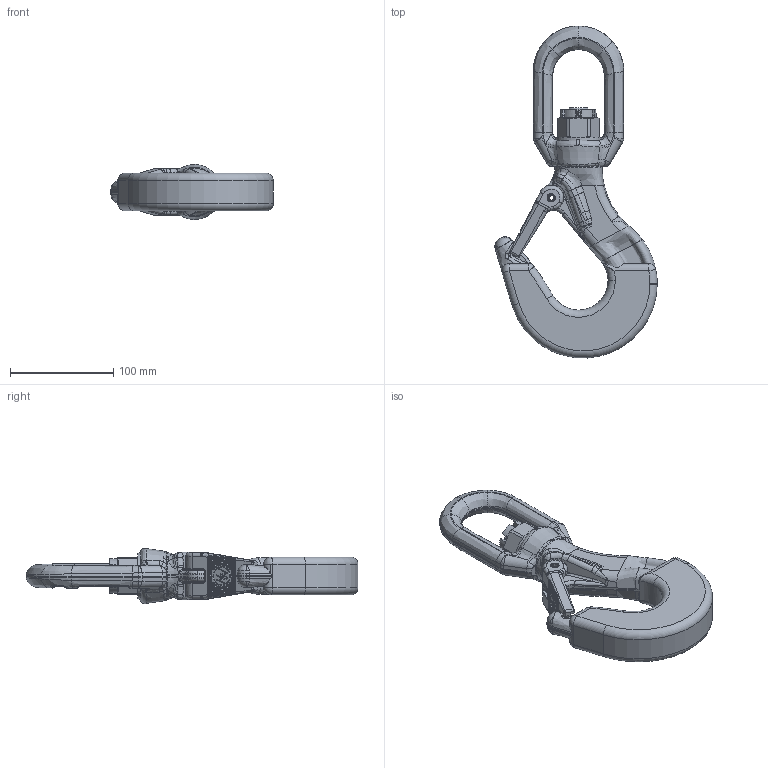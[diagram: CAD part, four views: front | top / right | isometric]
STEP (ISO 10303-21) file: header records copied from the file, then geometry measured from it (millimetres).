
FILE_DESCRIPTION (( 'STEP AP203' ), '1' );
FILE_NAME ('20241028_WHKS 13-10.STEP', '2024-10-28T14:27:22', ( '' ), ( '' ), 'SwSTEP 2.0', 'SolidWorks 2024', '' );
FILE_SCHEMA (( 'CONFIG_CONTROL_DESIGN' ));
Length unit declared in the file: millimetre
Products named in the file (8): KronenmutterDIN935_Tabelle_M24; GHKSchnepper13_20160414; WS13_20180723_AHWSW 13 Scheibe bearbeitet<Wie bearbeitet>; SHS-Gleitscheibe_Tabelle_NG13 (44x25,25x3,75); ghks_feder_13-10; WHKS13_Stepversion_whks13_bearbeitet; 20241028_WHKS 13-10; Spannstifte_08x45
Assembly tree (7 placements, depth 2):
  20241028_WHKS 13-10
    WHKS13_Stepversion_whks13_bearbeitet
    GHKSchnepper13_20160414
    Spannstifte_08x45
    ghks_feder_13-10
    WS13_20180723_AHWSW 13 Scheibe bearbeitet<Wie bearbeitet>
    SHS-Gleitscheibe_Tabelle_NG13 (44x25,25x3,75)
    KronenmutterDIN935_Tabelle_M24
Bounding box: 157.62 x 322.27 x 53.67 mm (x, y, z)
Volume: 652232.1 mm3; surface area: 108035.2 mm2
Topology: 7 solids, 7 shells, 1487 faces, 3708 edges, 2222 vertices
Faces by surface type: bspline 532, plane 366, cylinder 306, torus 143, cone 101, sphere 39
Entity records: 80300 total; most frequent: CARTESIAN_POINT 48615, ORIENTED_EDGE 7360, DIRECTION 5302, EDGE_CURVE 3680, VERTEX_POINT 2220, AXIS2_PLACEMENT_3D 2067, EDGE_LOOP 1518, ADVANCED_FACE 1487
